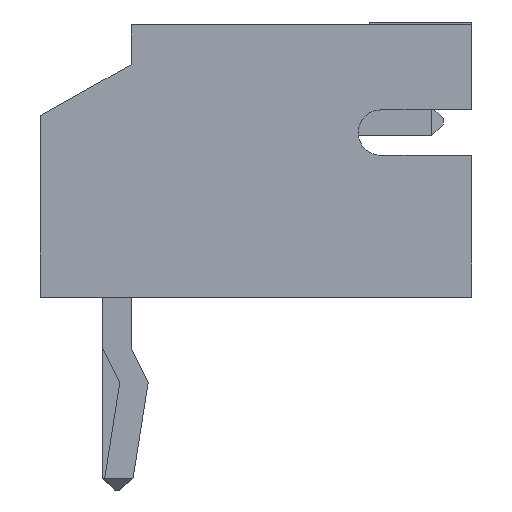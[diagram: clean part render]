
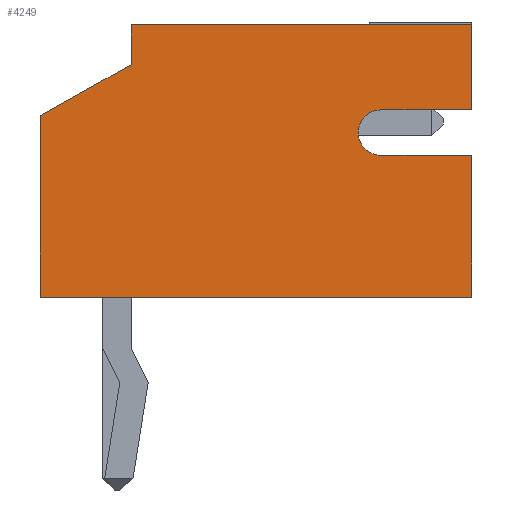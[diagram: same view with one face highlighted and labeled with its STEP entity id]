
A CAD part, left-side view. The second image highlights one B-rep face of the part: STEP entity #4249.
In plain terms, the highlighted planar face has unit normal (-1, 0, 0).
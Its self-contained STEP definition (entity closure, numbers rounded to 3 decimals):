
#2610 = VERTEX_POINT('',#2611);
#2611 = CARTESIAN_POINT('',(-1.95,-6.25,4.8));
#2617 = EDGE_CURVE('',#2610,#2618,#2620,.T.);
#2618 = VERTEX_POINT('',#2619);
#2619 = CARTESIAN_POINT('',(-1.95,-6.25,3.3));
#2620 = LINE('',#2621,#2622);
#2621 = CARTESIAN_POINT('',(-1.95,-6.25,4.8));
#2622 = VECTOR('',#2623,1.);
#2623 = DIRECTION('',(0.,0.,-1.));
#4202 = EDGE_CURVE('',#4203,#2610,#4205,.T.);
#4203 = VERTEX_POINT('',#4204);
#4204 = CARTESIAN_POINT('',(-1.95,-0.25,4.8));
#4205 = LINE('',#4206,#4207);
#4206 = CARTESIAN_POINT('',(-1.95,-0.25,4.8));
#4207 = VECTOR('',#4208,1.);
#4208 = DIRECTION('',(0.,-1.,0.));
#4249 = ADVANCED_FACE('',(#4250),#4325,.T.);
#4250 = FACE_BOUND('',#4251,.T.);
#4251 = EDGE_LOOP('',(#4252,#4260,#4268,#4276,#4284,#4292,#4300,#4308,
#4317,#4323,#4324));
#4252 = ORIENTED_EDGE('',*,*,#4253,.T.);
#4253 = EDGE_CURVE('',#4203,#4254,#4256,.T.);
#4254 = VERTEX_POINT('',#4255);
#4255 = CARTESIAN_POINT('',(-1.95,-0.25,4.1));
#4256 = LINE('',#4257,#4258);
#4257 = CARTESIAN_POINT('',(-1.95,-0.25,4.8));
#4258 = VECTOR('',#4259,1.);
#4259 = DIRECTION('',(0.,0.,-1.));
#4260 = ORIENTED_EDGE('',*,*,#4261,.T.);
#4261 = EDGE_CURVE('',#4254,#4262,#4264,.T.);
#4262 = VERTEX_POINT('',#4263);
#4263 = CARTESIAN_POINT('',(-1.95,1.35,3.2));
#4264 = LINE('',#4265,#4266);
#4265 = CARTESIAN_POINT('',(-1.95,-0.25,4.1));
#4266 = VECTOR('',#4267,1.);
#4267 = DIRECTION('',(0.,0.872,-0.49
));
#4268 = ORIENTED_EDGE('',*,*,#4269,.T.);
#4269 = EDGE_CURVE('',#4262,#4270,#4272,.T.);
#4270 = VERTEX_POINT('',#4271);
#4271 = CARTESIAN_POINT('',(-1.95,1.35,0.));
#4272 = LINE('',#4273,#4274);
#4273 = CARTESIAN_POINT('',(-1.95,1.35,3.2));
#4274 = VECTOR('',#4275,1.);
#4275 = DIRECTION('',(0.,0.,-1.));
#4276 = ORIENTED_EDGE('',*,*,#4277,.T.);
#4277 = EDGE_CURVE('',#4270,#4278,#4280,.T.);
#4278 = VERTEX_POINT('',#4279);
#4279 = CARTESIAN_POINT('',(-1.95,-6.25,0.));
#4280 = LINE('',#4281,#4282);
#4281 = CARTESIAN_POINT('',(-1.95,1.35,0.));
#4282 = VECTOR('',#4283,1.);
#4283 = DIRECTION('',(0.,-1.,0.));
#4284 = ORIENTED_EDGE('',*,*,#4285,.T.);
#4285 = EDGE_CURVE('',#4278,#4286,#4288,.T.);
#4286 = VERTEX_POINT('',#4287);
#4287 = CARTESIAN_POINT('',(-1.95,-6.25,0.3));
#4288 = LINE('',#4289,#4290);
#4289 = CARTESIAN_POINT('',(-1.95,-6.25,0.));
#4290 = VECTOR('',#4291,1.);
#4291 = DIRECTION('',(0.,0.,1.));
#4292 = ORIENTED_EDGE('',*,*,#4293,.F.);
#4293 = EDGE_CURVE('',#4294,#4286,#4296,.T.);
#4294 = VERTEX_POINT('',#4295);
#4295 = CARTESIAN_POINT('',(-1.95,-6.25,2.5));
#4296 = LINE('',#4297,#4298);
#4297 = CARTESIAN_POINT('',(-1.95,-6.25,4.8));
#4298 = VECTOR('',#4299,1.);
#4299 = DIRECTION('',(0.,0.,-1.));
#4300 = ORIENTED_EDGE('',*,*,#4301,.F.);
#4301 = EDGE_CURVE('',#4302,#4294,#4304,.T.);
#4302 = VERTEX_POINT('',#4303);
#4303 = CARTESIAN_POINT('',(-1.95,-4.65,2.5));
#4304 = LINE('',#4305,#4306);
#4305 = CARTESIAN_POINT('',(-1.95,-2.45,2.5));
#4306 = VECTOR('',#4307,1.);
#4307 = DIRECTION('',(0.,-1.,0.));
#4308 = ORIENTED_EDGE('',*,*,#4309,.T.);
#4309 = EDGE_CURVE('',#4302,#4310,#4312,.T.);
#4310 = VERTEX_POINT('',#4311);
#4311 = CARTESIAN_POINT('',(-1.95,-4.65,3.3));
#4312 = CIRCLE('',#4313,0.4);
#4313 = AXIS2_PLACEMENT_3D('',#4314,#4315,#4316);
#4314 = CARTESIAN_POINT('',(-1.95,-4.65,2.9));
#4315 = DIRECTION('',(1.,0.,0.));
#4316 = DIRECTION('',(0.,0.,1.));
#4317 = ORIENTED_EDGE('',*,*,#4318,.F.);
#4318 = EDGE_CURVE('',#2618,#4310,#4319,.T.);
#4319 = LINE('',#4320,#4321);
#4320 = CARTESIAN_POINT('',(-1.95,-3.25,3.3));
#4321 = VECTOR('',#4322,1.);
#4322 = DIRECTION('',(0.,1.,0.));
#4323 = ORIENTED_EDGE('',*,*,#2617,.F.);
#4324 = ORIENTED_EDGE('',*,*,#4202,.F.);
#4325 = PLANE('',#4326);
#4326 = AXIS2_PLACEMENT_3D('',#4327,#4328,#4329);
#4327 = CARTESIAN_POINT('',(-1.95,-0.25,4.8));
#4328 = DIRECTION('',(-1.,0.,0.));
#4329 = DIRECTION('',(0.,0.,1.));
